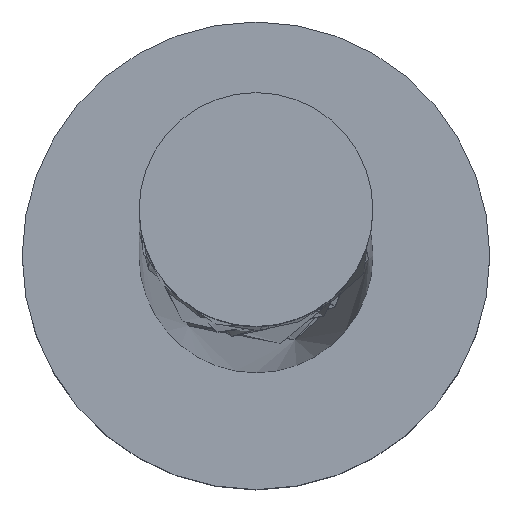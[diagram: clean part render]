
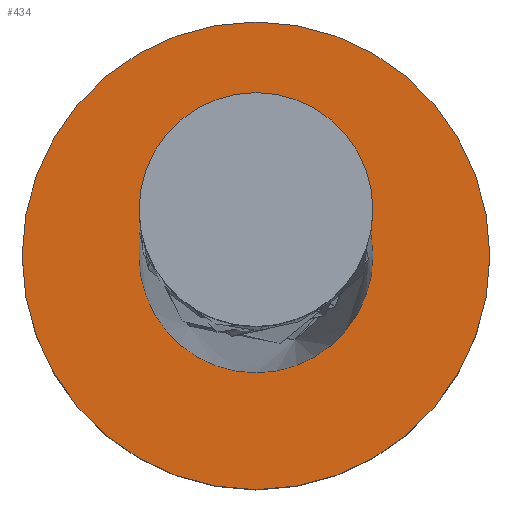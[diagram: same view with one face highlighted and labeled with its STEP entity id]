
A CAD part, top view. The second image highlights one B-rep face of the part: STEP entity #434.
In plain terms, the highlighted planar face has unit normal (0, 0, 1).
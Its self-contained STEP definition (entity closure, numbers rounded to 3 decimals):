
#2 = DIRECTION ( 'NONE',  ( 1., 0., 0. ) ) ;
#27 = CARTESIAN_POINT ( 'NONE',  ( -3.5, 0., 3. ) ) ;
#32 = EDGE_CURVE ( 'NONE', #1340, #1214, #1203, .T. ) ;
#136 = CARTESIAN_POINT ( 'NONE',  ( 0., 0., 3. ) ) ;
#246 = PLANE ( 'NONE',  #1177 ) ;
#266 = FACE_OUTER_BOUND ( 'NONE', #604, .T. ) ;
#280 = DIRECTION ( 'NONE',  ( 0., 0., 1. ) ) ;
#356 = VERTEX_POINT ( 'NONE', #1515 ) ;
#434 = ADVANCED_FACE ( 'NONE', ( #1118, #266 ), #246, .T. ) ;
#469 = ORIENTED_EDGE ( 'NONE', *, *, #32, .T. ) ;
#477 = AXIS2_PLACEMENT_3D ( 'NONE', #1179, #601, #2 ) ;
#491 = CIRCLE ( 'NONE', #1562, 3.5 ) ;
#555 = DIRECTION ( 'NONE',  ( 1., 0., 0. ) ) ;
#557 = DIRECTION ( 'NONE',  ( 1., 0., 0. ) ) ;
#595 = EDGE_CURVE ( 'NONE', #1376, #356, #1802, .T. ) ;
#601 = DIRECTION ( 'NONE',  ( 0., 0., 1. ) ) ;
#603 = ORIENTED_EDGE ( 'NONE', *, *, #1576, .T. ) ;
#604 = EDGE_LOOP ( 'NONE', ( #603, #469 ) ) ;
#715 = DIRECTION ( 'NONE',  ( 0., 0., 1. ) ) ;
#724 = DIRECTION ( 'NONE',  ( 1., 0., 0. ) ) ;
#747 = ORIENTED_EDGE ( 'NONE', *, *, #595, .F. ) ;
#775 = CARTESIAN_POINT ( 'NONE',  ( 3.5, 0., 3. ) ) ;
#806 = CARTESIAN_POINT ( 'NONE',  ( -1.75, 0., 3. ) ) ;
#860 = CIRCLE ( 'NONE', #950, 1.75 ) ;
#950 = AXIS2_PLACEMENT_3D ( 'NONE', #1595, #280, #1181 ) ;
#994 = CARTESIAN_POINT ( 'NONE',  ( 0., 0., 3. ) ) ;
#1118 = FACE_BOUND ( 'NONE', #1569, .T. ) ;
#1177 = AXIS2_PLACEMENT_3D ( 'NONE', #136, #715, #555 ) ;
#1179 = CARTESIAN_POINT ( 'NONE',  ( 0., 0., 3. ) ) ;
#1181 = DIRECTION ( 'NONE',  ( 1., 0., 0. ) ) ;
#1199 = AXIS2_PLACEMENT_3D ( 'NONE', #994, #1583, #724 ) ;
#1203 = CIRCLE ( 'NONE', #477, 3.5 ) ;
#1214 = VERTEX_POINT ( 'NONE', #27 ) ;
#1316 = ORIENTED_EDGE ( 'NONE', *, *, #1805, .F. ) ;
#1340 = VERTEX_POINT ( 'NONE', #775 ) ;
#1376 = VERTEX_POINT ( 'NONE', #806 ) ;
#1415 = CARTESIAN_POINT ( 'NONE',  ( 0., 0., 3. ) ) ;
#1424 = DIRECTION ( 'NONE',  ( 0., 0., 1. ) ) ;
#1515 = CARTESIAN_POINT ( 'NONE',  ( 1.75, 0., 3. ) ) ;
#1562 = AXIS2_PLACEMENT_3D ( 'NONE', #1415, #1424, #557 ) ;
#1569 = EDGE_LOOP ( 'NONE', ( #747, #1316 ) ) ;
#1576 = EDGE_CURVE ( 'NONE', #1214, #1340, #491, .T. ) ;
#1583 = DIRECTION ( 'NONE',  ( 0., 0., 1. ) ) ;
#1595 = CARTESIAN_POINT ( 'NONE',  ( 0., 0., 3. ) ) ;
#1802 = CIRCLE ( 'NONE', #1199, 1.75 ) ;
#1805 = EDGE_CURVE ( 'NONE', #356, #1376, #860, .T. ) ;
